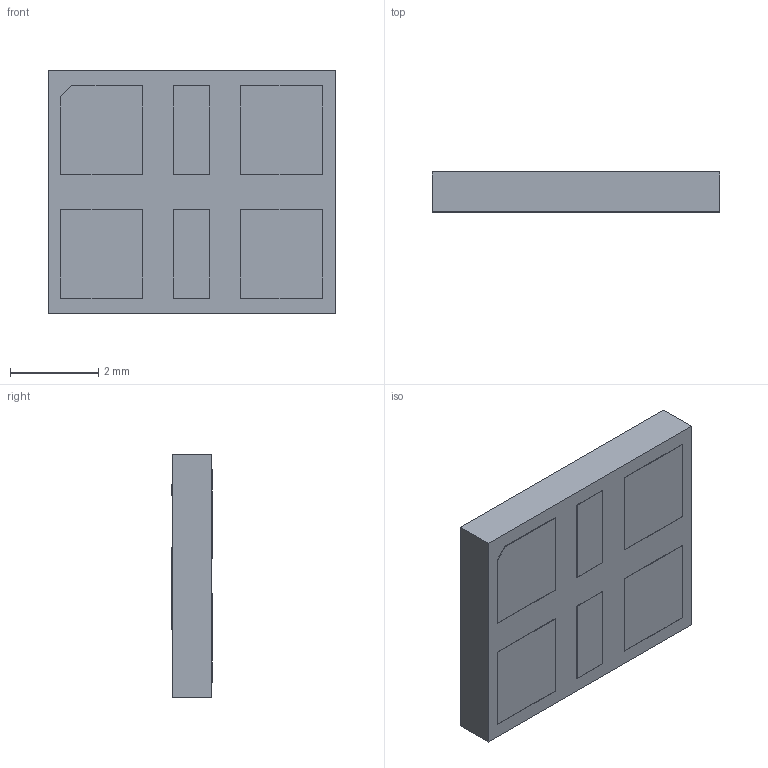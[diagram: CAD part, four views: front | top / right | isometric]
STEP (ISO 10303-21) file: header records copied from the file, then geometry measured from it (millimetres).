
FILE_DESCRIPTION (( 'STEP AP214' ), '1' );
FILE_NAME ('TBU-DB-Q.STEP', '2022-05-13T14:10:10', ( '' ), ( '' ), 'SwSTEP 2.0', 'SolidWorks 2021', '' );
FILE_SCHEMA (( 'AUTOMOTIVE_DESIGN' ));
Length unit declared in the file: millimetre
Products named in the file (1): TBU-DB-Q
Bounding box: 6.5 x 0.92 x 5.5 mm (x, y, z)
Volume: 32.3 mm3; surface area: 93.9 mm2
Topology: 1 solids, 1 shells, 197 faces, 516 edges, 344 vertices
Faces by surface type: plane 176, bspline 21
Entity records: 7239 total; most frequent: CARTESIAN_POINT 2271, ORIENTED_EDGE 1032, DIRECTION 828, EDGE_CURVE 516, VECTOR 474, LINE 474, VERTEX_POINT 344, EDGE_LOOP 220
